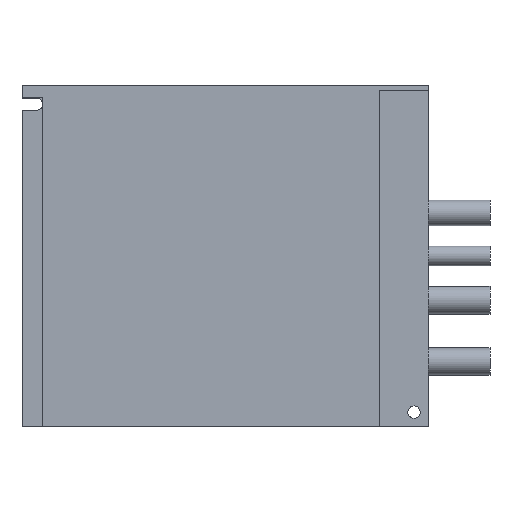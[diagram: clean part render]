
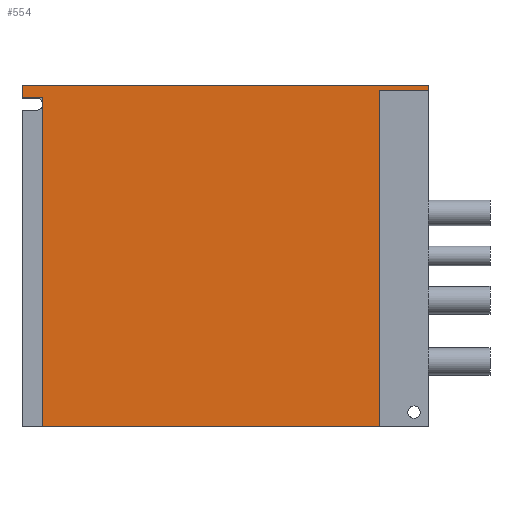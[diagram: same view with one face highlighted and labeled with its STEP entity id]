
A CAD part, top view. The second image highlights one B-rep face of the part: STEP entity #554.
In plain terms, the highlighted planar face has unit normal (0, 0, 1).
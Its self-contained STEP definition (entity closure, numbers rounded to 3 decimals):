
#43=PLANE('',#631);
#77=FACE_OUTER_BOUND('',#115,.T.);
#115=EDGE_LOOP('',(#456,#457,#458,#459,#460,#461,#462,#463));
#153=LINE('',#901,#208);
#158=LINE('',#911,#213);
#159=LINE('',#914,#214);
#164=LINE('',#923,#219);
#165=LINE('',#925,#220);
#166=LINE('',#927,#221);
#167=LINE('',#929,#222);
#168=LINE('',#930,#223);
#208=VECTOR('',#743,10.);
#213=VECTOR('',#752,10.);
#214=VECTOR('',#755,10.);
#219=VECTOR('',#762,10.);
#220=VECTOR('',#763,10.);
#221=VECTOR('',#764,10.);
#222=VECTOR('',#765,10.);
#223=VECTOR('',#766,10.);
#284=VERTEX_POINT('',#895);
#286=VERTEX_POINT('',#899);
#289=VERTEX_POINT('',#909);
#290=VERTEX_POINT('',#913);
#293=VERTEX_POINT('',#922);
#294=VERTEX_POINT('',#924);
#295=VERTEX_POINT('',#926);
#296=VERTEX_POINT('',#928);
#344=EDGE_CURVE('',#284,#286,#153,.T.);
#349=EDGE_CURVE('',#286,#289,#158,.T.);
#350=EDGE_CURVE('',#290,#284,#159,.T.);
#355=EDGE_CURVE('',#289,#293,#164,.T.);
#356=EDGE_CURVE('',#293,#294,#165,.T.);
#357=EDGE_CURVE('',#294,#295,#166,.T.);
#358=EDGE_CURVE('',#295,#296,#167,.T.);
#359=EDGE_CURVE('',#296,#290,#168,.T.);
#456=ORIENTED_EDGE('',*,*,#344,.T.);
#457=ORIENTED_EDGE('',*,*,#349,.T.);
#458=ORIENTED_EDGE('',*,*,#355,.T.);
#459=ORIENTED_EDGE('',*,*,#356,.T.);
#460=ORIENTED_EDGE('',*,*,#357,.T.);
#461=ORIENTED_EDGE('',*,*,#358,.T.);
#462=ORIENTED_EDGE('',*,*,#359,.T.);
#463=ORIENTED_EDGE('',*,*,#350,.T.);
#554=ADVANCED_FACE('',(#77),#43,.T.);
#631=AXIS2_PLACEMENT_3D('',#921,#760,#761);
#743=DIRECTION('',(0.,1.,0.));
#752=DIRECTION('',(1.,0.,0.));
#755=DIRECTION('',(1.,0.,0.));
#760=DIRECTION('center_axis',(0.,0.,1.));
#761=DIRECTION('ref_axis',(1.,0.,0.));
#762=DIRECTION('',(0.,1.,0.));
#763=DIRECTION('',(-1.,0.,0.));
#764=DIRECTION('',(0.,-1.,0.));
#765=DIRECTION('',(1.,0.,0.));
#766=DIRECTION('',(0.,-1.,0.));
#895=CARTESIAN_POINT('',(37.5,-41.5,15.));
#899=CARTESIAN_POINT('',(37.5,40.3,15.));
#901=CARTESIAN_POINT('',(37.5,-20.75,15.));
#909=CARTESIAN_POINT('',(49.5,40.3,15.));
#911=CARTESIAN_POINT('',(21.75,40.3,15.));
#913=CARTESIAN_POINT('',(-44.5,-41.5,15.));
#914=CARTESIAN_POINT('',(-49.5,-41.5,15.));
#921=CARTESIAN_POINT('Origin',(0.,0.,
15.));
#922=CARTESIAN_POINT('',(49.5,41.5,15.));
#923=CARTESIAN_POINT('',(49.5,-41.5,15.));
#924=CARTESIAN_POINT('',(-49.5,41.5,15.));
#925=CARTESIAN_POINT('',(49.5,41.5,15.));
#926=CARTESIAN_POINT('',(-49.5,38.5,15.));
#927=CARTESIAN_POINT('',(-49.5,41.5,15.));
#928=CARTESIAN_POINT('',(-44.5,38.5,15.));
#929=CARTESIAN_POINT('',(-23.5,38.5,15.));
#930=CARTESIAN_POINT('',(-44.5,-20.75,15.));
